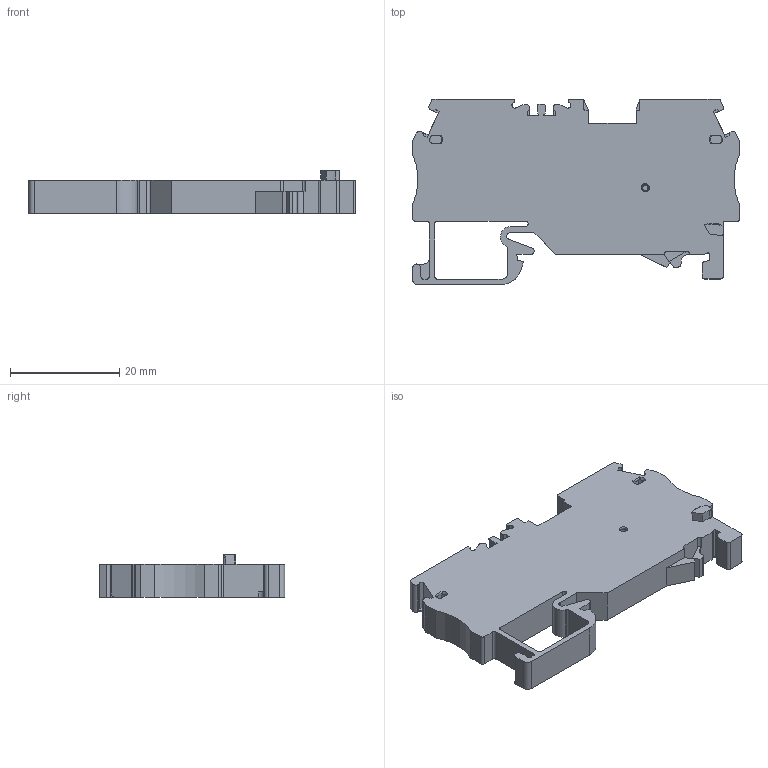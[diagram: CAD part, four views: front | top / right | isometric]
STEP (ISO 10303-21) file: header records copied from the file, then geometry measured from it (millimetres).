
FILE_DESCRIPTION(/* description */ ('Unknown'),/* implementation_level */ '2;1');
FILE_NAME(/* name */ 'dst4hSH',/* time_stamp */ '2016-10-12T17:06:29+06:00',/* author */ ('Unknown'),/* organization */ ('Unknown'),/* preprocessor_version */ 'ST-DEVELOPER v16',/* originating_system */ 'DEX',/* authorisation */ $);
FILE_SCHEMA (('AUTOMOTIVE_DESIGN {1 0 10303 214 3 1 1}'));
Length unit declared in the file: millimetre
Products named in the file (1): dst4hSH
Bounding box: 59.71 x 33.91 x 7.84 mm (x, y, z)
Volume: 8555.7 mm3; surface area: 5534.2 mm2
Topology: 1 solids, 3 shells, 279 faces, 774 edges, 509 vertices
Faces by surface type: plane 194, cylinder 68, cone 8, torus 7, bspline 2
Full cylindrical faces by diameter (mm): 1.518 x1, 5.06 x2
Entity records: 11578 total; most frequent: CARTESIAN_POINT 2410, ORIENTED_EDGE 1530, DIRECTION 1463, EDGE_CURVE 765, LINE 555, VECTOR 555, VERTEX_POINT 505, AXIS2_PLACEMENT_3D 454
